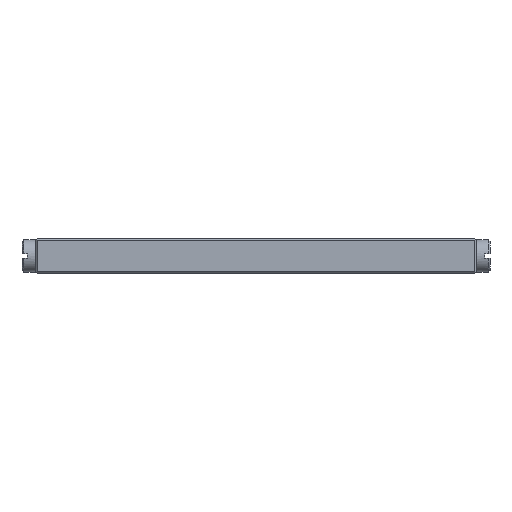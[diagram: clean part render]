
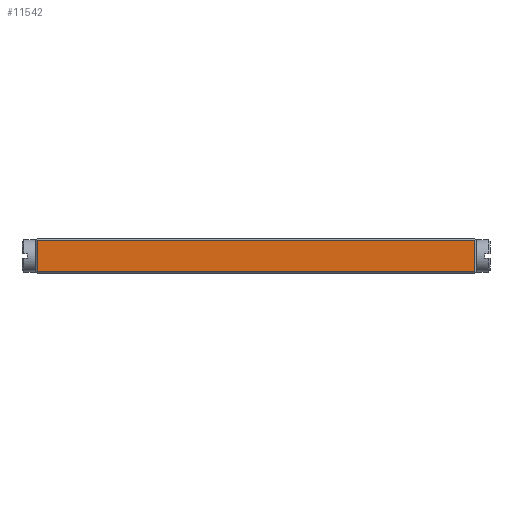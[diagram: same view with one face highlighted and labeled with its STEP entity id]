
A CAD part, front view. The second image highlights one B-rep face of the part: STEP entity #11542.
In plain terms, the highlighted planar face has unit normal (0, -1, 0).
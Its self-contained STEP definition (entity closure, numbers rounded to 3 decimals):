
#9870=FACE_OUTER_BOUND('',#16512,.T.);
#11542=ADVANCED_FACE('',(#9870),#12996,.T.);
#12996=PLANE('',#41508);
#16512=EDGE_LOOP('',(#22845,#22846,#22847,#22848));
#22845=ORIENTED_EDGE('',*,*,#32147,.T.);
#22846=ORIENTED_EDGE('',*,*,#32148,.T.);
#22847=ORIENTED_EDGE('',*,*,#32149,.T.);
#22848=ORIENTED_EDGE('',*,*,#32150,.T.);
#28293=VERTEX_POINT('',#57721);
#28294=VERTEX_POINT('',#57722);
#28295=VERTEX_POINT('',#57724);
#28296=VERTEX_POINT('',#57726);
#32147=EDGE_CURVE('',#28293,#28294,#35910,.T.);
#32148=EDGE_CURVE('',#28294,#28295,#35911,.T.);
#32149=EDGE_CURVE('',#28295,#28296,#35912,.T.);
#32150=EDGE_CURVE('',#28296,#28293,#35913,.T.);
#35910=LINE('',#57720,#39274);
#35911=LINE('',#57723,#39275);
#35912=LINE('',#57725,#39276);
#35913=LINE('',#57727,#39277);
#39274=VECTOR('',#46501,1.);
#39275=VECTOR('',#46502,1.);
#39276=VECTOR('',#46503,1.);
#39277=VECTOR('',#46504,1.);
#41508=AXIS2_PLACEMENT_3D('',#57728,#46505,#46506);
#46501=DIRECTION('',(1.,0.,0.));
#46502=DIRECTION('',(0.,0.,1.));
#46503=DIRECTION('',(-1.,0.,0.));
#46504=DIRECTION('',(0.,0.,-1.));
#46505=DIRECTION('',(0.,-1.,0.));
#46506=DIRECTION('',(0.,0.,1.));
#57720=CARTESIAN_POINT('',(25.,-3.95,0.15));
#57721=CARTESIAN_POINT('',(0.2,-3.95,0.15));
#57722=CARTESIAN_POINT('',(49.8,-3.95,0.15));
#57723=CARTESIAN_POINT('',(49.8,-3.95,-0.05));
#57724=CARTESIAN_POINT('',(49.8,-3.95,3.75));
#57725=CARTESIAN_POINT('',(25.,-3.95,3.75));
#57726=CARTESIAN_POINT('',(0.2,-3.95,3.75));
#57727=CARTESIAN_POINT('',(0.2,-3.95,-0.05));
#57728=CARTESIAN_POINT('',(25.,-3.95,-0.05));
